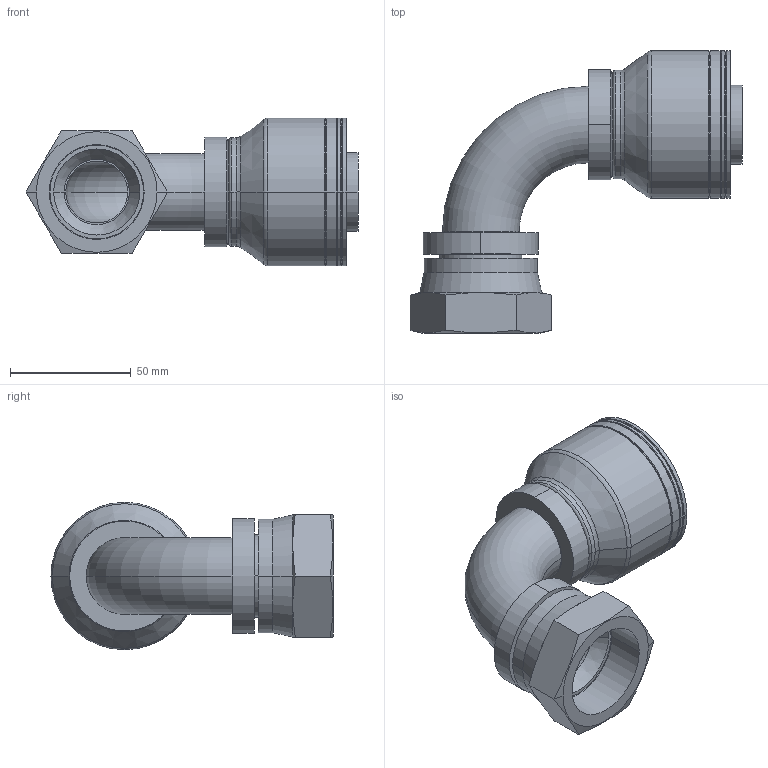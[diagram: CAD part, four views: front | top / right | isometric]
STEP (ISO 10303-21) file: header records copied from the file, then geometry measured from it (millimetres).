
FILE_DESCRIPTION((''),'2;1');
FILE_NAME('1AA20FJB20','2018-05-11T',('E5251691'),('Eaton Hydraulics Inc.'),'PRO/ENGINEER BY PARAMETRIC TECHNOLOGY CORPORATION, 2010280','PRO/ENGINEER BY PARAMETRIC TECHNOLOGY CORPORATION, 2010280','');
FILE_SCHEMA(('CONFIG_CONTROL_DESIGN'));
Length unit declared in the file: millimetre
Products named in the file (6): 1F40014-2020; FC2962-20; FC2775-2020; 210204-20S; 1A20_ORIGINAL_CRIMP; 1AA20FJB20
Assembly tree (5 placements, depth 2):
  1AA20FJB20
    1F40014-2020
    FC2962-20
    FC2775-2020
    210204-20S
    1A20_ORIGINAL_CRIMP
Bounding box: 137.62 x 116.94 x 61.1 mm (x, y, z)
Volume: 109466.6 mm3; surface area: 69423.2 mm2
Topology: 5 solids, 5 shells, 131 faces, 268 edges, 154 vertices
Faces by surface type: cylinder 60, cone 34, plane 23, torus 14
Entity records: 3679 total; most frequent: DIRECTION 696, CARTESIAN_POINT 672, ORIENTED_EDGE 536, AXIS2_PLACEMENT_3D 298, EDGE_CURVE 268, CIRCLE 156, VERTEX_POINT 154, EDGE_LOOP 148
